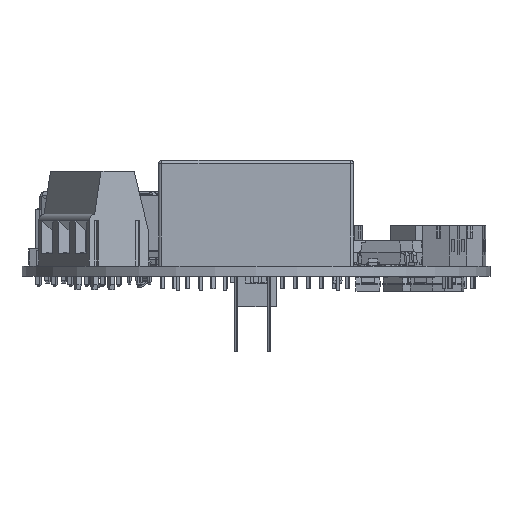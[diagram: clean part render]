
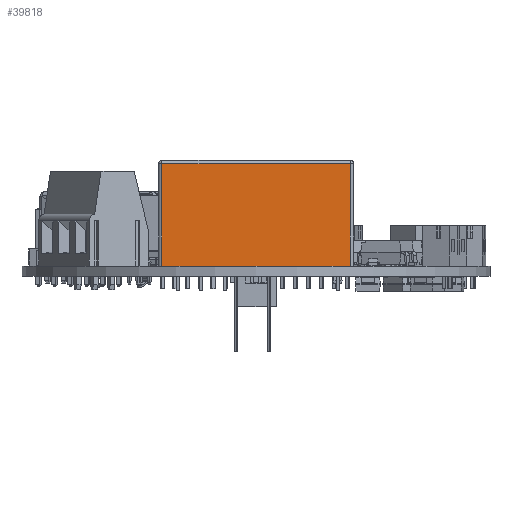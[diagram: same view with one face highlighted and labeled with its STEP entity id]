
A CAD part, front view. The second image highlights one B-rep face of the part: STEP entity #39818.
In plain terms, the highlighted planar face has unit normal (0, -1, 0).
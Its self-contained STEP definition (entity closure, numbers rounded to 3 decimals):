
#39547 = VERTEX_POINT('',#39548);
#39548 = CARTESIAN_POINT('',(-14.,-6.35,0.));
#39598 = VERTEX_POINT('',#39599);
#39599 = CARTESIAN_POINT('',(14.,-6.35,0.));
#39606 = EDGE_CURVE('',#39547,#39598,#39607,.T.);
#39607 = LINE('',#39608,#39609);
#39608 = CARTESIAN_POINT('',(-14.,-6.35,0.));
#39609 = VECTOR('',#39610,1.);
#39610 = DIRECTION('',(1.,0.,0.));
#39799 = VERTEX_POINT('',#39800);
#39800 = CARTESIAN_POINT('',(-14.,-6.35,-15.2));
#39807 = EDGE_CURVE('',#39547,#39799,#39808,.T.);
#39808 = LINE('',#39809,#39810);
#39809 = CARTESIAN_POINT('',(-14.,-6.35,0.));
#39810 = VECTOR('',#39811,1.);
#39811 = DIRECTION('',(0.,0.,-1.));
#39818 = ADVANCED_FACE('',(#39819),#39837,.T.);
#39819 = FACE_BOUND('',#39820,.F.);
#39820 = EDGE_LOOP('',(#39821,#39822,#39823,#39831));
#39821 = ORIENTED_EDGE('',*,*,#39807,.F.);
#39822 = ORIENTED_EDGE('',*,*,#39606,.T.);
#39823 = ORIENTED_EDGE('',*,*,#39824,.T.);
#39824 = EDGE_CURVE('',#39598,#39825,#39827,.T.);
#39825 = VERTEX_POINT('',#39826);
#39826 = CARTESIAN_POINT('',(14.,-6.35,-15.2));
#39827 = LINE('',#39828,#39829);
#39828 = CARTESIAN_POINT('',(14.,-6.35,0.));
#39829 = VECTOR('',#39830,1.);
#39830 = DIRECTION('',(0.,0.,-1.));
#39831 = ORIENTED_EDGE('',*,*,#39832,.T.);
#39832 = EDGE_CURVE('',#39825,#39799,#39833,.T.);
#39833 = LINE('',#39834,#39835);
#39834 = CARTESIAN_POINT('',(14.,-6.35,-15.2));
#39835 = VECTOR('',#39836,1.);
#39836 = DIRECTION('',(-1.,0.,0.));
#39837 = PLANE('',#39838);
#39838 = AXIS2_PLACEMENT_3D('',#39839,#39840,#39841);
#39839 = CARTESIAN_POINT('',(-14.5,-6.35,0.));
#39840 = DIRECTION('',(0.,-1.,0.));
#39841 = DIRECTION('',(1.,0.,0.));
